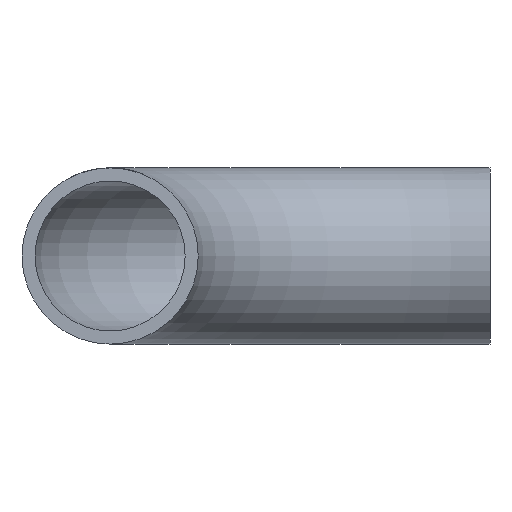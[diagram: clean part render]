
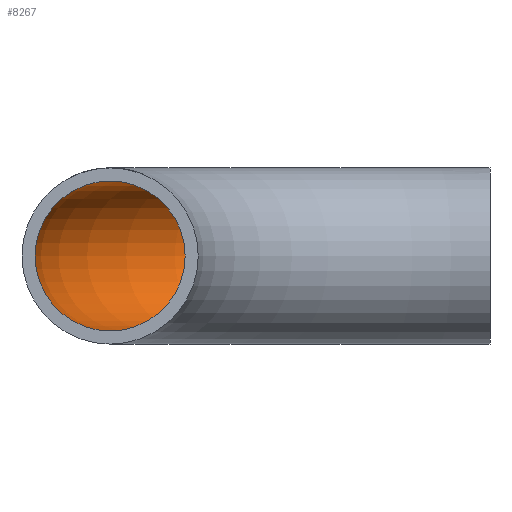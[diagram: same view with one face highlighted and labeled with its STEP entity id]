
A CAD part, front view. The second image highlights one B-rep face of the part: STEP entity #8267.
In plain terms, the highlighted toroidal (fillet/blend) face has major radius 58 mm and minor radius 11.45 mm.
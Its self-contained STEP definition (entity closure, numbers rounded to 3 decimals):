
#217 = ORIENTED_EDGE ( 'NONE', *, *, #9366, .T. ) ;
#293 = AXIS2_PLACEMENT_3D ( 'NONE', #7377, #9953, #13341 ) ;
#736 = DIRECTION ( 'NONE',  ( 0., 0., 1. ) ) ;
#2453 = CARTESIAN_POINT ( 'NONE',  ( 0., 69.45, 0. ) ) ;
#2489 = CIRCLE ( 'NONE', #293, 11.45 ) ;
#6665 = AXIS2_PLACEMENT_3D ( 'NONE', #8026, #11743, #9493 ) ;
#6707 = AXIS2_PLACEMENT_3D ( 'NONE', #12629, #11319, #736 ) ;
#7037 = EDGE_LOOP ( 'NONE', ( #217 ) ) ;
#7155 = FACE_OUTER_BOUND ( 'NONE', #7037, .T. ) ;
#7156 = VERTEX_POINT ( 'NONE', #8027 ) ;
#7377 = CARTESIAN_POINT ( 'NONE',  ( 0., 58., 0. ) ) ;
#8026 = CARTESIAN_POINT ( 'NONE',  ( 0., 0., 0. ) ) ;
#8027 = CARTESIAN_POINT ( 'NONE',  ( -58., 0., 11.45 ) ) ;
#8164 = TOROIDAL_SURFACE ( 'NONE', #6665, 58., 11.45 ) ;
#8267 = ADVANCED_FACE ( 'NONE', ( #7155, #9408 ), #8164, .F. ) ;
#9206 = CIRCLE ( 'NONE', #6707, 11.45 ) ;
#9366 = EDGE_CURVE ( 'NONE', #14068, #14068, #2489, .T. ) ;
#9408 = FACE_OUTER_BOUND ( 'NONE', #14975, .T. ) ;
#9493 = DIRECTION ( 'NONE',  ( -1., 0., 0. ) ) ;
#9953 = DIRECTION ( 'NONE',  ( 1., 0., 0. ) ) ;
#11319 = DIRECTION ( 'NONE',  ( 0., 1., 0. ) ) ;
#11480 = EDGE_CURVE ( 'NONE', #7156, #7156, #9206, .T. ) ;
#11743 = DIRECTION ( 'NONE',  ( 0., 0., -1. ) ) ;
#12229 = ORIENTED_EDGE ( 'NONE', *, *, #11480, .F. ) ;
#12629 = CARTESIAN_POINT ( 'NONE',  ( -58., 0., 0. ) ) ;
#13341 = DIRECTION ( 'NONE',  ( 0., 1., 0. ) ) ;
#14068 = VERTEX_POINT ( 'NONE', #2453 ) ;
#14975 = EDGE_LOOP ( 'NONE', ( #12229 ) ) ;
